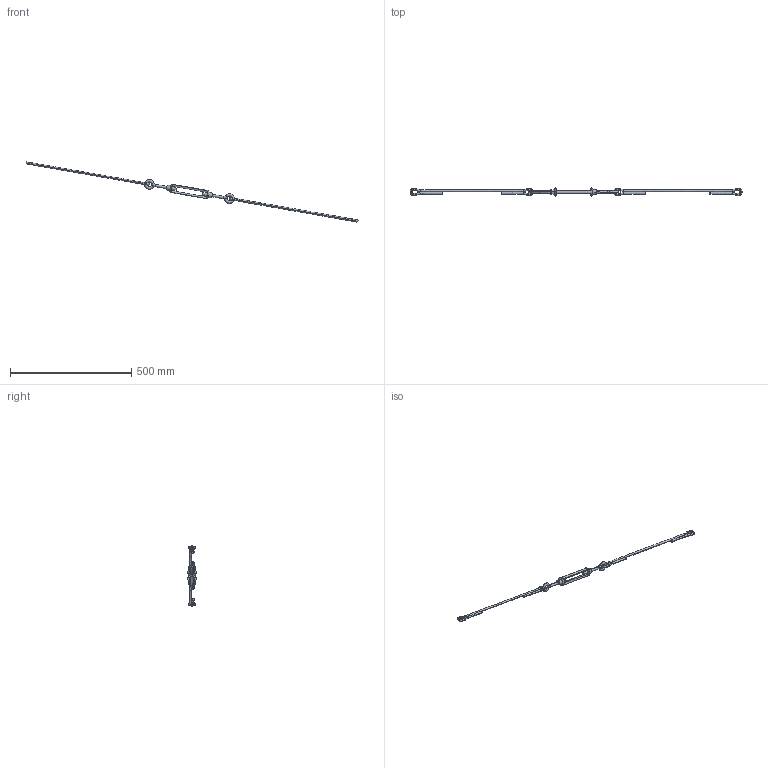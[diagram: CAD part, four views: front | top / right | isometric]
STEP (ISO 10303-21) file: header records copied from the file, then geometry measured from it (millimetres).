
FILE_DESCRIPTION (( 'STEP AP203' ), '1' );
FILE_NAME ('Support ????6.stp.STEP', '2025-09-15T21:12:40', ( '' ), ( '' ), 'SwSTEP 2.0', 'SolidWorks 2023', '' );
FILE_SCHEMA (( 'CONFIG_CONTROL_DESIGN' ));
Length unit declared in the file: centimetre
Products named in the file (1): Support เครน6.stp
Bounding box: 1371.57 x 35.1 x 247.96 mm (x, y, z)
Volume: 156587 mm3; surface area: 69640.4 mm2
Topology: 3 solids, 3 shells, 132 faces, 356 edges, 228 vertices
Faces by surface type: bspline 100, cone 16, plane 12, torus 4
Entity records: 7613 total; most frequent: CARTESIAN_POINT 4875, ORIENTED_EDGE 712, DIRECTION 420, EDGE_CURVE 356, VERTEX_POINT 228, AXIS2_PLACEMENT_3D 197, CIRCLE 164, FACE_OUTER_BOUND 132
